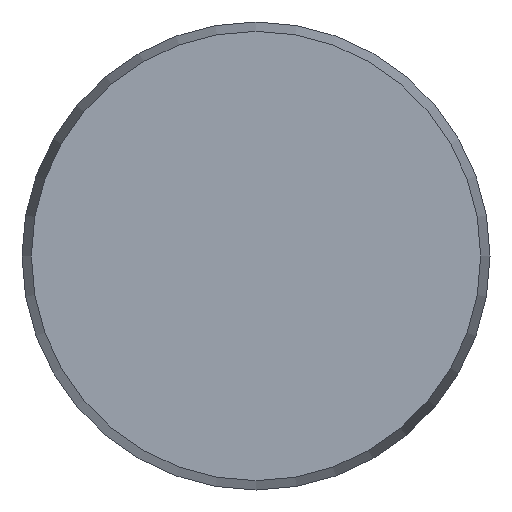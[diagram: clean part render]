
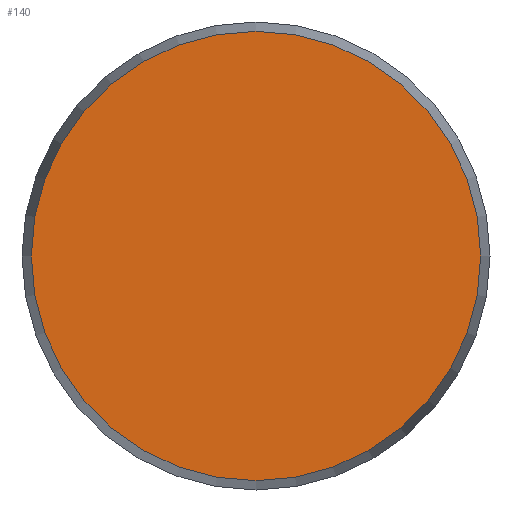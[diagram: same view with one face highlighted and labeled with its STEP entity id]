
A CAD part, front view. The second image highlights one B-rep face of the part: STEP entity #140.
In plain terms, the highlighted planar face has unit normal (0, -1, 0).
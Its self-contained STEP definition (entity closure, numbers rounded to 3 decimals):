
#140 = ADVANCED_FACE( '', ( #289 ), #290, .F. );
#289 = FACE_OUTER_BOUND( '', #430, .T. );
#290 = PLANE( '', #431 );
#430 = EDGE_LOOP( '', ( #731 ) );
#431 = AXIS2_PLACEMENT_3D( '', #732, #733, #734 );
#731 = ORIENTED_EDGE( '', *, *, #830, .T. );
#732 = CARTESIAN_POINT( '', ( 24., 0., 0. ) );
#733 = DIRECTION( '', ( 0., 1., 0. ) );
#734 = DIRECTION( '', ( 0., 0., 1. ) );
#830 = EDGE_CURVE( '', #988, #988, #989, .T. );
#988 = VERTEX_POINT( '', #1301 );
#989 = CIRCLE( '', #1302, 24. );
#1301 = CARTESIAN_POINT( '', ( 0., 0., -24. ) );
#1302 = AXIS2_PLACEMENT_3D( '', #1429, #1430, #1431 );
#1429 = CARTESIAN_POINT( '', ( 0., 0., 0. ) );
#1430 = DIRECTION( '', ( 0., -1., 0. ) );
#1431 = DIRECTION( '', ( 0., 0., -1. ) );
